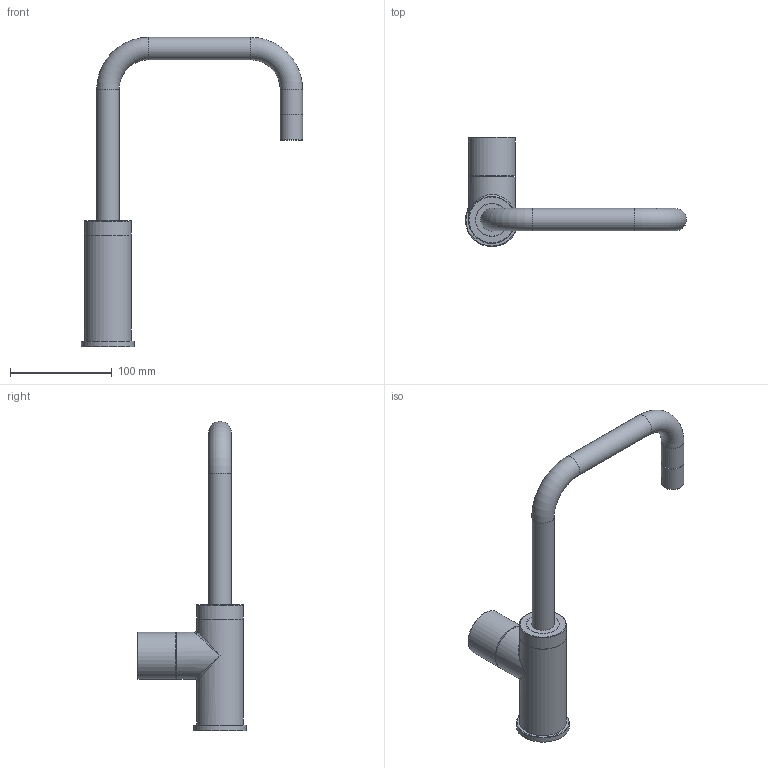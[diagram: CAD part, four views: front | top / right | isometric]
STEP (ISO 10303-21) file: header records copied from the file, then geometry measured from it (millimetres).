
FILE_DESCRIPTION(/* description */ (''),/* implementation_level */ '2;1');
FILE_NAME(/* name */ '3tf',/* time_stamp */ '2019-06-16T15:50:38+08:00',/* author */ (''),/* organization */ (''),/* preprocessor_version */ 'ST-DEVELOPER v9',/* originating_system */ 'UGS - NX 4.0',/* authorisation */ '');
FILE_SCHEMA (('CONFIG_CONTROL_DESIGN'));
Length unit declared in the file: millimetre
Products named in the file (1): Admi5CE96lky
Bounding box: 217 x 107 x 303.5 mm (x, y, z)
Volume: 463522.5 mm3; surface area: 60555 mm2
Topology: 2 solids, 2 shells, 36 faces, 63 edges, 34 vertices
Faces by surface type: plane 12, cylinder 12, torus 10, bspline 2
Full cylindrical faces by diameter (mm): 22 x4, 32 x1, 36.5 x1, 42 x1, 46 x4, 52 x1
Entity records: 888 total; most frequent: CARTESIAN_POINT 211, DIRECTION 140, ORIENTED_EDGE 70, AXIS2_PLACEMENT_3D 70, EDGE_LOOP 66, FACE_BOUND 52, ADVANCED_FACE 36, EDGE_CURVE 35
